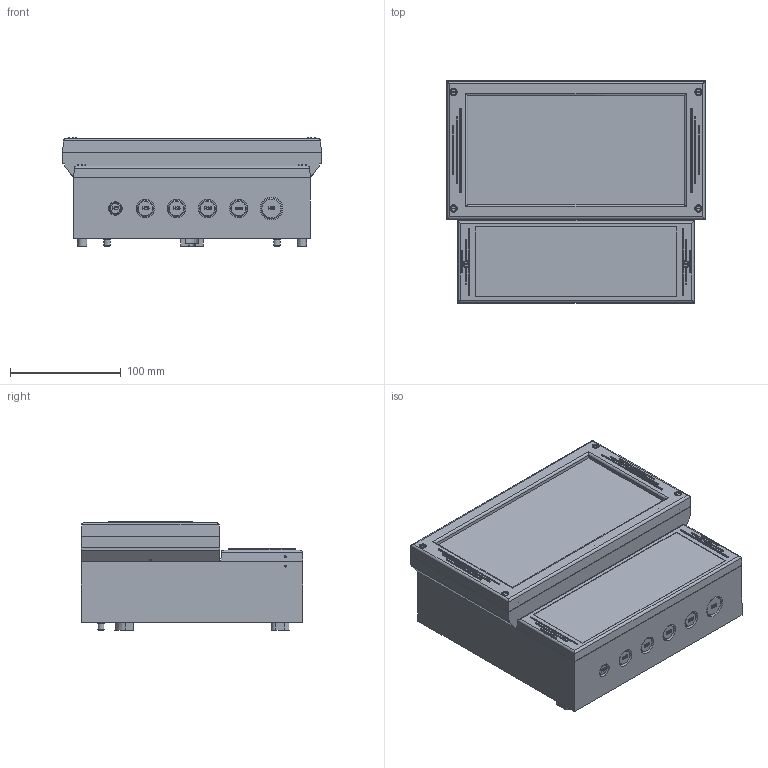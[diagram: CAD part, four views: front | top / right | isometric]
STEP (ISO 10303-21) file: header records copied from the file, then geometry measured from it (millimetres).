
FILE_DESCRIPTION((''),'2;1');
FILE_NAME('MB05-X20-MBRCA20-Rahmen-geschlossen.stp','2009-12-10T10:01:40',('marcel.johanning'),(''),'Autodesk Inventor 2010','Autodesk Inventor 2010','');
FILE_SCHEMA(('AUTOMOTIVE_DESIGN { 1 0 10303 214 1 1 1 1 }'));
Length unit declared in the file: millimetre
Products named in the file (10): MB05-X20-MBRCA20-Rahmen-geschlossen; MB05-X20-MBRCA20-Grundaufbau; Gewinde Dübel M3; Stopfen GPN910-2179; mbrca20-X20-UT; Deckel-Anschlussraum 20; DIN 7964 A  M3 x 16; 231-Adapterecke-X01; MBRCA20-Rahmengeschlossen; MB05-MBRCA20-X22-Rahmen-geschlossen
Assembly tree (22 placements, depth 3):
  MB05-X20-MBRCA20-Rahmen-geschlossen
    MB05-X20-MBRCA20-Grundaufbau
      Gewinde Dübel M3  x6
      Stopfen GPN910-2179
      mbrca20-X20-UT
      Deckel-Anschlussraum 20
      DIN 7964 A  M3 x 16  x2
      231-Adapterecke-X01  x4
    MBRCA20-Rahmengeschlossen
      MB05-MBRCA20-X22-Rahmen-geschlossen
      DIN 7964 A  M3 x 16  x4
Bounding box: 233 x 200 x 97.7 mm (x, y, z)
Volume: 551455.8 mm3; surface area: 403941.2 mm2
Topology: 20 solids, 20 shells, 2268 faces, 5785 edges, 3727 vertices
Faces by surface type: plane 1145, bspline 557, cylinder 371, cone 182, torus 13
Full cylindrical faces by diameter (mm): 1.5 x1, 2.3 x6, 3 x6, 3.9 x6, 7 x2, 13.4 x1, 18 x1
Entity records: 71001 total; most frequent: CARTESIAN_POINT 22704, ORIENTED_EDGE 10204, DIRECTION 8905, EDGE_CURVE 5102, VERTEX_POINT 3443, VECTOR 3163, LINE 3163, AXIS2_PLACEMENT_3D 2871
